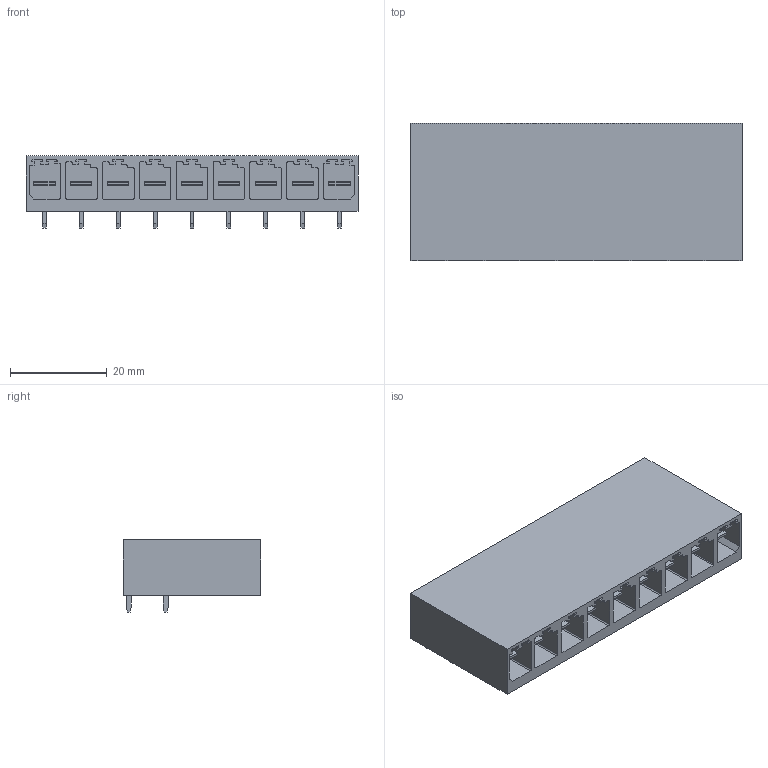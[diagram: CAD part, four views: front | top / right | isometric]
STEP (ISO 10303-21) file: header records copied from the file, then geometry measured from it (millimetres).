
FILE_DESCRIPTION(('CATIA V5 STEP Exchange'),'2;1');
FILE_NAME ('D1459372_0_1930340000_1930340000.stp','2018-11-27T07:12:21+00:00',('none'),('Weidmueller'),'CATIA Version 5-6 Release 2014','CATIA V5 STEP AP203','none');
FILE_SCHEMA(('CONFIG_CONTROL_DESIGN'));
Length unit declared in the file: millimetre
Products named in the file (1): 1930340000
Bounding box: 68.58 x 28.3 x 14.9 mm (x, y, z)
Volume: 15562.1 mm3; surface area: 14487.7 mm2
Topology: 10 solids, 10 shells, 656 faces, 1872 edges, 1236 vertices
Faces by surface type: plane 536, cylinder 120
Entity records: 18069 total; most frequent: ORIENTED_EDGE 3744, CARTESIAN_POINT 3118, DIRECTION 2295, EDGE_CURVE 1719, VECTOR 1479, LINE 1479, VERTEX_POINT 1110, EDGE_LOOP 674
